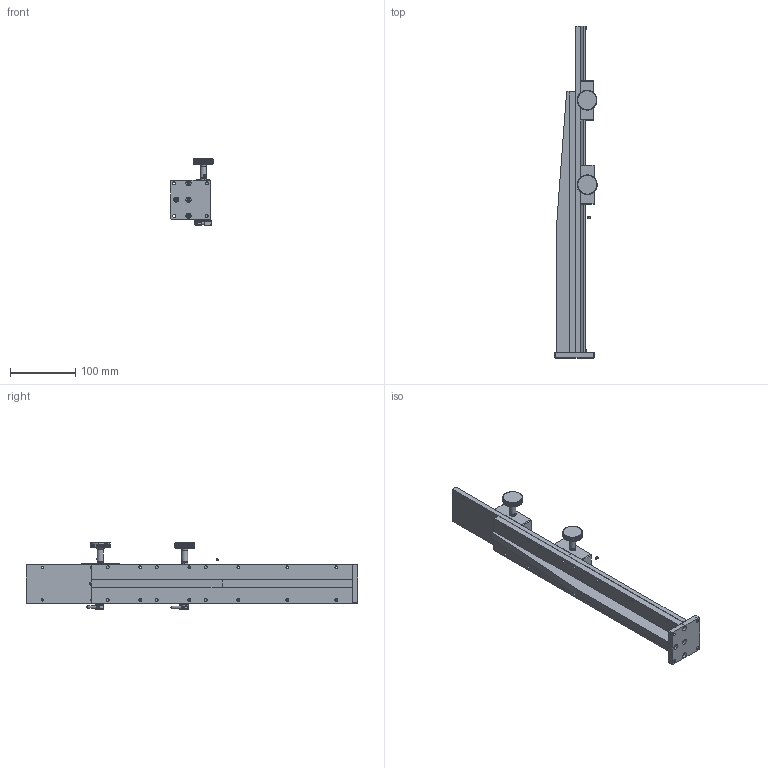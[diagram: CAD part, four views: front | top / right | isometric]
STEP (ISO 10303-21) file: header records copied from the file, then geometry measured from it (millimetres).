
FILE_DESCRIPTION (( 'STEP AP203' ), '1' );
FILE_NAME ('528781.STEP', '2024-10-24T07:59:26', ( 'Windows User' ), ( 'P R C' ), 'SwSTEP 2.0', 'SolidWorks 2020', '' );
FILE_SCHEMA (( 'CONFIG_CONTROL_DESIGN' ));
Products named in the file (1): 528781
Bounding box: 64.73 x 508 x 102.36 mm (x, y, z)
Volume: 779757 mm3; surface area: 226160.6 mm2
Topology: 50 solids, 50 shells, 1581 faces, 3811 edges, 2374 vertices
Faces by surface type: plane 747, cylinder 400, cone 341, bspline 93
Full cylindrical faces by diameter (mm): 2.05 x9, 2.2 x2, 2.5 x29, 2.9 x7, 3 x17, 3.3 x40, 4 x34, 4.1 x4, 4.5 x35, 5 x17, 6 x14, 7.4 x2, 8 x16, 9 x4, 10 x8
Entity records: 223657 total; most frequent: CARTESIAN_POINT 191086, ORIENTED_EDGE 6460, DIRECTION 6327, EDGE_CURVE 3230, AXIS2_PLACEMENT_3D 2506, VERTEX_POINT 2189, EDGE_LOOP 2145, FACE_OUTER_BOUND 1780
